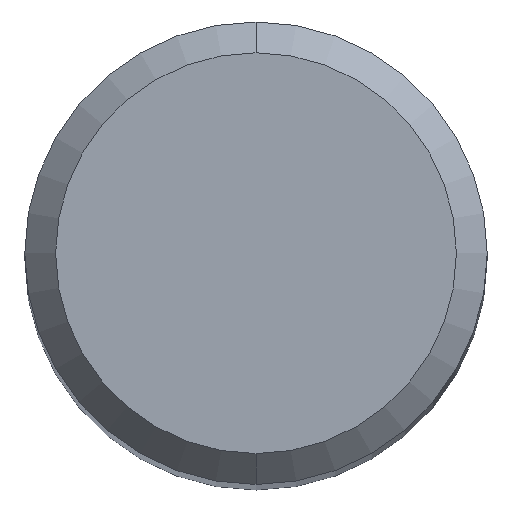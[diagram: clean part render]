
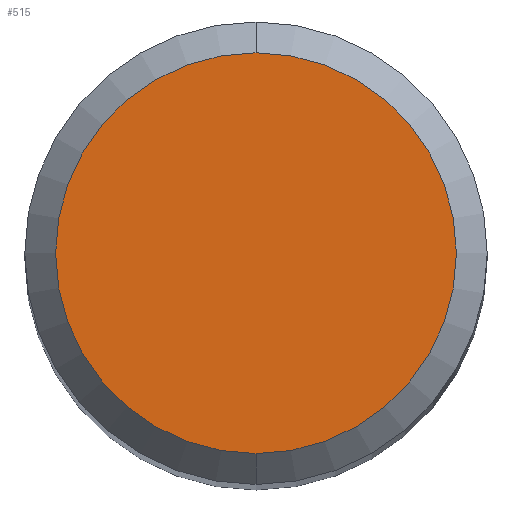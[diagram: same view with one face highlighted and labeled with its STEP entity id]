
A CAD part, top view. The second image highlights one B-rep face of the part: STEP entity #515.
In plain terms, the highlighted planar face has unit normal (0, 0, 1).
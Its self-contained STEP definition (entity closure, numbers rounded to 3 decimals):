
#341=EDGE_CURVE('',#393,#715,#914,.T.);
#393=VERTEX_POINT('',#972);
#487=EDGE_CURVE('',#715,#393,#1074,.T.);
#515=ADVANCED_FACE('',(#1105),#1106,.T.);
#715=VERTEX_POINT('',#1324);
#914=CIRCLE('',#1578,2.6);
#972=CARTESIAN_POINT('',(0.0,2.6,0.0));
#1074=CIRCLE('',#2623,2.6);
#1105=FACE_OUTER_BOUND('',#2758,.T.);
#1106=PLANE('',#2759);
#1324=CARTESIAN_POINT('',(0.,-2.6,0.0));
#1578=AXIS2_PLACEMENT_3D('',#5318,#5319,#5320);
#2623=AXIS2_PLACEMENT_3D('',#5480,#5481,#5482);
#2758=EDGE_LOOP('',(#5529,#5530));
#2759=AXIS2_PLACEMENT_3D('',#5531,#5532,#5533);
#5318=CARTESIAN_POINT('',(0.0,0.0,0.0));
#5319=DIRECTION('',(0.0,0.0,-1.0));
#5320=DIRECTION('',(0.0,1.0,0.0));
#5480=CARTESIAN_POINT('',(0.0,0.0,0.0));
#5481=DIRECTION('',(0.0,0.0,-1.0));
#5482=DIRECTION('',(0.0,1.0,0.0));
#5529=ORIENTED_EDGE('',*,*,#341,.F.);
#5530=ORIENTED_EDGE('',*,*,#487,.F.);
#5531=CARTESIAN_POINT('',(0.0,1.3,0.0));
#5532=DIRECTION('',(-0.0,0.0,1.0));
#5533=DIRECTION('',(0.0,-1.0,0.0));
